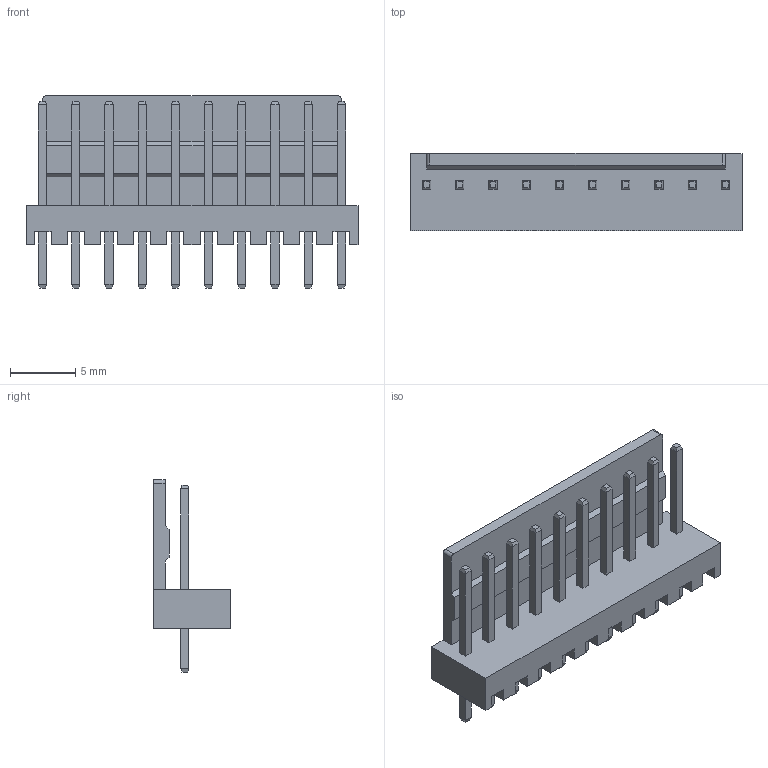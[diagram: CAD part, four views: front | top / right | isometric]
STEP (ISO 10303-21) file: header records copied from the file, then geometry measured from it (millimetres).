
FILE_DESCRIPTION (( 'STEP AP214' ), '1' );
FILE_NAME ('User Library-DS1070-10 (WF-10 CONNFLY).STEP', '2019-01-04T09:18:59', ( '' ), ( '' ), 'SwSTEP 2.0', 'SolidWorks 2018', '' );
FILE_SCHEMA (( 'AUTOMOTIVE_DESIGN' ));
Length unit declared in the file: millimetre
Products named in the file (1): User Library-DS1070-10 (WF-10 CONNFLY)
Bounding box: 25.4 x 5.9 x 14.7 mm (x, y, z)
Volume: 611.9 mm3; surface area: 1294.7 mm2
Topology: 1 solids, 1 shells, 236 faces, 562 edges, 348 vertices
Faces by surface type: plane 234, cylinder 2
Entity records: 7220 total; most frequent: CARTESIAN_POINT 1147, ORIENTED_EDGE 1124, DIRECTION 1040, EDGE_CURVE 562, VECTOR 558, LINE 558, VERTEX_POINT 348, EDGE_LOOP 256
